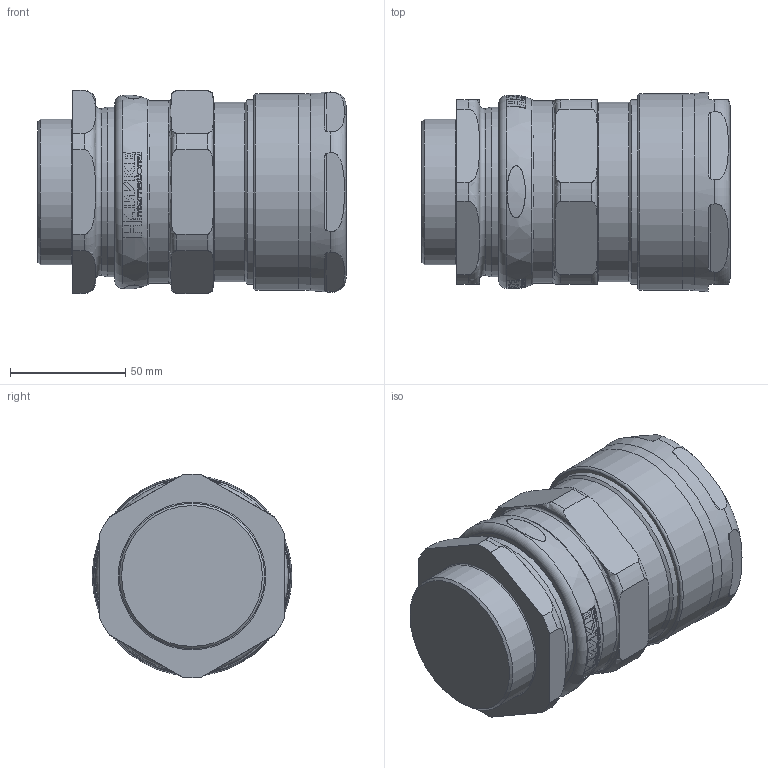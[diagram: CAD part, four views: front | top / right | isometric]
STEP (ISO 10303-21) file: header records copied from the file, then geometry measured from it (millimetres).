
FILE_DESCRIPTION(/* description */ (''),/* implementation_level */ '2;1');
FILE_NAME(/* name */ '753_X E.stp',/* time_stamp */ '2019-08-05T10:28:32+06:00',/* author */ ('vinaykumark'),/* organization */ (''),/* preprocessor_version */ 'ST-DEVELOPER v16.13',/* originating_system */ 'Autodesk Inventor 2018',/* authorisation */ '');
FILE_SCHEMA (('AUTOMOTIVE_DESIGN { 1 0 10303 214 3 1 1 }'));
Products named in the file (1): 753_X A
Bounding box: 133.41 x 86.45 x 87.96 mm (x, y, z)
Surface area: 168370.1 mm2
Topology: 11 solids, 11 shells, 1183 faces, 3136 edges, 2053 vertices
Faces by surface type: plane 461, bspline 237, torus 218, cylinder 144, cone 121, sphere 2
Full cylindrical faces by diameter (mm): 1.4 x6, 56.1 x1, 56.3 x1, 59.4 x1, 62.9 x1, 63 x1, 65 x1, 65.3 x1, 67.4 x1, 70.3 x1, 71 x1, 72 x1, 72.3 x1, 72.32 x1, 73 x3, 73.32 x2, 76.2 x1, 77.7 x1, 78.5 x1, 79.2 x1, 80 x1, 85 x1
Entity records: 44308 total; most frequent: CARTESIAN_POINT 15333, ORIENTED_EDGE 5958, DIRECTION 5482, EDGE_CURVE 2979, AXIS2_PLACEMENT_3D 2267, VERTEX_POINT 2039, EDGE_LOOP 1408, ADVANCED_FACE 1183
